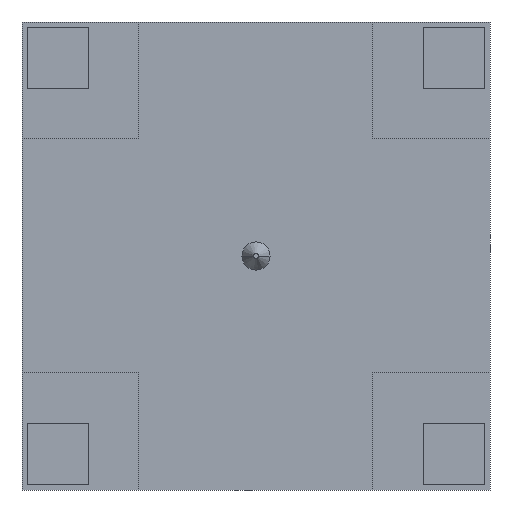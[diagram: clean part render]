
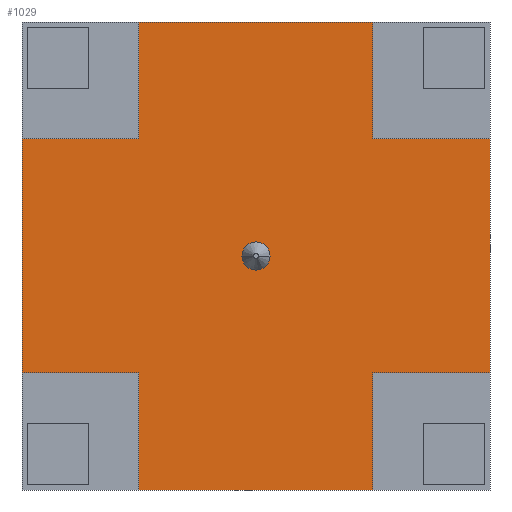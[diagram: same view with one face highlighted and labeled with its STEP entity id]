
A CAD part, left-side view. The second image highlights one B-rep face of the part: STEP entity #1029.
In plain terms, the highlighted planar face has unit normal (-1, 0, 0).
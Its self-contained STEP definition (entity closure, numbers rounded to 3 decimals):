
#1=DIRECTION('',(0.,1.,0.));
#2=VECTOR('',#1,3.);
#3=CARTESIAN_POINT('',(0.41,-1.5,-3.));
#4=LINE('',#3,#2);
#33=DIRECTION('',(0.,0.,-1.));
#34=VECTOR('',#33,1.5);
#35=CARTESIAN_POINT('',(0.41,1.5,-1.5));
#36=LINE('',#35,#34);
#37=DIRECTION('',(0.,-1.,0.));
#38=VECTOR('',#37,1.5);
#39=CARTESIAN_POINT('',(0.41,3.,-1.5));
#40=LINE('',#39,#38);
#41=DIRECTION('',(0.,1.,0.));
#42=VECTOR('',#41,1.5);
#43=CARTESIAN_POINT('',(0.41,1.5,1.5));
#44=LINE('',#43,#42);
#45=DIRECTION('',(0.,0.,-1.));
#46=VECTOR('',#45,1.5);
#47=CARTESIAN_POINT('',(0.41,1.5,3.));
#48=LINE('',#47,#46);
#49=DIRECTION('',(0.,0.,1.));
#50=VECTOR('',#49,1.5);
#51=CARTESIAN_POINT('',(0.41,-1.5,1.5));
#52=LINE('',#51,#50);
#53=DIRECTION('',(0.,1.,0.));
#54=VECTOR('',#53,1.5);
#55=CARTESIAN_POINT('',(0.41,-3.,1.5));
#56=LINE('',#55,#54);
#57=DIRECTION('',(0.,-1.,0.));
#58=VECTOR('',#57,1.5);
#59=CARTESIAN_POINT('',(0.41,-1.5,-1.5));
#60=LINE('',#59,#58);
#61=DIRECTION('',(0.,0.,1.));
#62=VECTOR('',#61,1.5);
#63=CARTESIAN_POINT('',(0.41,-1.5,-3.));
#64=LINE('',#63,#62);
#65=CARTESIAN_POINT('',(0.41,0.,0.));
#66=DIRECTION('',(1.,0.,0.));
#67=DIRECTION('',(0.,1.,0.));
#68=AXIS2_PLACEMENT_3D('',#65,#66,#67);
#70=CARTESIAN_POINT('',(0.41,0.,0.));
#71=DIRECTION('',(1.,0.,0.));
#72=DIRECTION('',(0.,-1.,0.));
#73=AXIS2_PLACEMENT_3D('',#70,#71,#72);
#107=DIRECTION('',(0.,0.,1.));
#108=VECTOR('',#107,3.);
#109=CARTESIAN_POINT('',(0.41,3.,-1.5));
#110=LINE('',#109,#108);
#123=DIRECTION('',(0.,0.,1.));
#124=VECTOR('',#123,3.);
#125=CARTESIAN_POINT('',(0.41,-3.,-1.5));
#126=LINE('',#125,#124);
#175=DIRECTION('',(0.,1.,0.));
#176=VECTOR('',#175,3.);
#177=CARTESIAN_POINT('',(0.41,-1.5,3.));
#178=LINE('',#177,#176);
#835=CARTESIAN_POINT('',(0.41,-1.5,-3.));
#836=CARTESIAN_POINT('',(0.41,1.5,-3.));
#837=VERTEX_POINT('',#835);
#838=VERTEX_POINT('',#836);
#843=CARTESIAN_POINT('',(0.41,-1.5,3.));
#844=CARTESIAN_POINT('',(0.41,1.5,3.));
#845=VERTEX_POINT('',#843);
#846=VERTEX_POINT('',#844);
#867=CARTESIAN_POINT('',(0.41,-3.,-1.5));
#868=CARTESIAN_POINT('',(0.41,-3.,1.5));
#869=VERTEX_POINT('',#867);
#870=VERTEX_POINT('',#868);
#871=CARTESIAN_POINT('',(0.41,3.,-1.5));
#872=CARTESIAN_POINT('',(0.41,3.,1.5));
#873=VERTEX_POINT('',#871);
#874=VERTEX_POINT('',#872);
#875=CARTESIAN_POINT('',(0.41,-1.5,-1.5));
#876=VERTEX_POINT('',#875);
#877=CARTESIAN_POINT('',(0.41,-1.5,1.5));
#878=VERTEX_POINT('',#877);
#879=CARTESIAN_POINT('',(0.41,1.5,1.5));
#880=VERTEX_POINT('',#879);
#881=CARTESIAN_POINT('',(0.41,1.5,-1.5));
#882=VERTEX_POINT('',#881);
#961=CARTESIAN_POINT('',(0.41,0.18,0.));
#962=CARTESIAN_POINT('',(0.41,-0.18,0.));
#963=VERTEX_POINT('',#961);
#964=VERTEX_POINT('',#962);
#993=CARTESIAN_POINT('',(0.41,0.,-3.));
#994=DIRECTION('',(-1.,0.,0.));
#995=DIRECTION('',(0.,0.,1.));
#996=AXIS2_PLACEMENT_3D('',#993,#994,#995);
#997=PLANE('',#996);
#998=ORIENTED_EDGE('',*,*,#974,.T.);
#1000=ORIENTED_EDGE('',*,*,#999,.F.);
#1002=ORIENTED_EDGE('',*,*,#1001,.F.);
#1004=ORIENTED_EDGE('',*,*,#1003,.T.);
#1006=ORIENTED_EDGE('',*,*,#1005,.F.);
#1008=ORIENTED_EDGE('',*,*,#1007,.F.);
#1010=ORIENTED_EDGE('',*,*,#1009,.F.);
#1012=ORIENTED_EDGE('',*,*,#1011,.F.);
#1014=ORIENTED_EDGE('',*,*,#1013,.F.);
#1016=ORIENTED_EDGE('',*,*,#1015,.F.);
#1018=ORIENTED_EDGE('',*,*,#1017,.F.);
#1020=ORIENTED_EDGE('',*,*,#1019,.F.);
#1021=EDGE_LOOP('',(#998,#1000,#1002,#1004,#1006,#1008,#1010,#1012,#1014,#1016,
#1018,#1020));
#1022=FACE_OUTER_BOUND('',#1021,.F.);
#1024=ORIENTED_EDGE('',*,*,#1023,.F.);
#1026=ORIENTED_EDGE('',*,*,#1025,.F.);
#1027=EDGE_LOOP('',(#1024,#1026));
#1028=FACE_BOUND('',#1027,.F.);
#1029=ADVANCED_FACE('',(#1022,#1028),#997,.T.);
#69=CIRCLE('',#68,0.18);
#74=CIRCLE('',#73,0.18);
#974=EDGE_CURVE('',#837,#838,#4,.T.);
#999=EDGE_CURVE('',#882,#838,#36,.T.);
#1001=EDGE_CURVE('',#873,#882,#40,.T.);
#1003=EDGE_CURVE('',#873,#874,#110,.T.);
#1005=EDGE_CURVE('',#880,#874,#44,.T.);
#1007=EDGE_CURVE('',#846,#880,#48,.T.);
#1009=EDGE_CURVE('',#845,#846,#178,.T.);
#1011=EDGE_CURVE('',#878,#845,#52,.T.);
#1013=EDGE_CURVE('',#870,#878,#56,.T.);
#1015=EDGE_CURVE('',#869,#870,#126,.T.);
#1017=EDGE_CURVE('',#876,#869,#60,.T.);
#1019=EDGE_CURVE('',#837,#876,#64,.T.);
#1023=EDGE_CURVE('',#963,#964,#69,.T.);
#1025=EDGE_CURVE('',#964,#963,#74,.T.);
